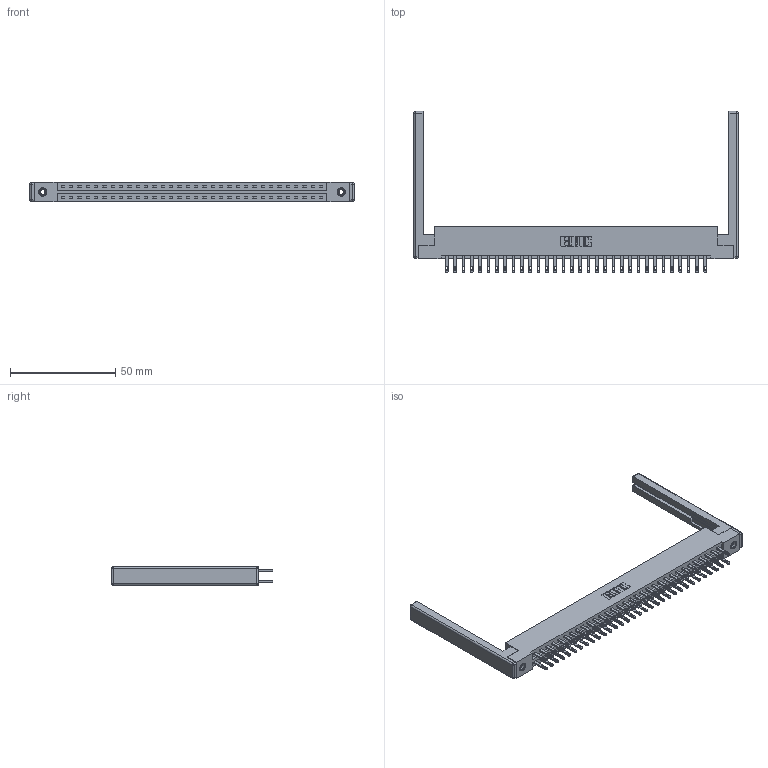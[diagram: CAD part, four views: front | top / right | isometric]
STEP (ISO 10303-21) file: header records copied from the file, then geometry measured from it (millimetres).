
FILE_DESCRIPTION (( 'STEP AP203' ), '1' );
FILE_NAME ('337-064-500-268.STEP', '2019-10-09T21:53:47', ( '' ), ( '' ), 'SwSTEP 2.0', 'SolidWorks 2016', '' );
FILE_SCHEMA (( 'CONFIG_CONTROL_DESIGN' ));
Length unit declared in the file: inch
Products named in the file (5): 307-220-068; 345-250-001_345-250-001-102; 337-064-500-268; 337 Part_Flush Mounting Lugs - 0.156 Dia-TI; 345-292-001_345-293-100
Assembly tree (69 placements, depth 2):
  337-064-500-268
    337 Part_Flush Mounting Lugs - 0.156 Dia-TI
    345-292-001_345-293-100  x64
    345-250-001_345-250-001-102  x2
    307-220-068  x2
Bounding box: 154.23 x 76.59 x 9.4 mm (x, y, z)
Volume: 20701.1 mm3; surface area: 23093 mm2
Topology: 69 solids, 69 shells, 3468 faces, 10493 edges, 6974 vertices
Faces by surface type: plane 2206, cylinder 1238, cone 12, sphere 8, torus 4
Entity records: 28794 total; most frequent: CARTESIAN_POINT 4823, ORIENTED_EDGE 4748, DIRECTION 4192, EDGE_CURVE 2374, VECTOR 2192, LINE 2192, VERTEX_POINT 1574, AXIS2_PLACEMENT_3D 1000
